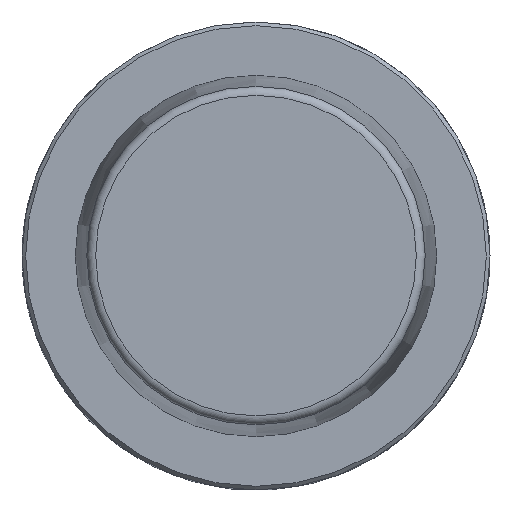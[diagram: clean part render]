
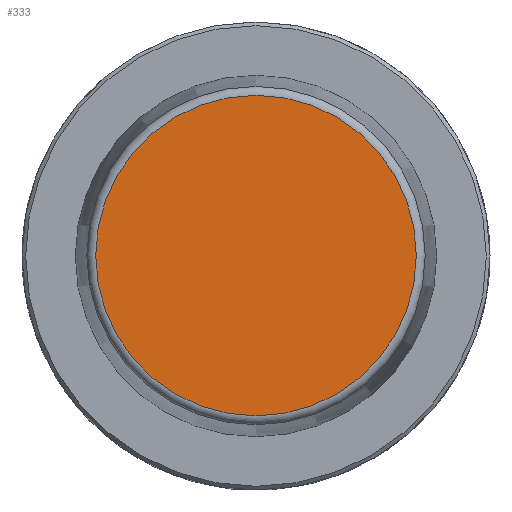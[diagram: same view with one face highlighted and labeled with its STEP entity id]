
A CAD part, top view. The second image highlights one B-rep face of the part: STEP entity #333.
In plain terms, the highlighted planar face has unit normal (0, 0, 1).
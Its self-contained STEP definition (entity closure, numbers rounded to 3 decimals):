
#333=ADVANCED_FACE('',(#426),#362,.T.);
#362=PLANE('',#1536);
#426=FACE_OUTER_BOUND('',#499,.T.);
#499=EDGE_LOOP('',(#878));
#878=ORIENTED_EDGE('',*,*,#1240,.F.);
#1045=VERTEX_POINT('',#2660);
#1240=EDGE_CURVE('',#1045,#1045,#1340,.T.);
#1340=CIRCLE('',#1535,21.576);
#1535=AXIS2_PLACEMENT_3D('',#2659,#1935,#1936);
#1536=AXIS2_PLACEMENT_3D('',#2661,#1937,#1938);
#1935=DIRECTION('',(0.,0.,-1.));
#1936=DIRECTION('',(1.,0.,0.));
#1937=DIRECTION('',(0.,0.,1.));
#1938=DIRECTION('',(-1.,0.,0.));
#2659=CARTESIAN_POINT('',(0.,0.,32.));
#2660=CARTESIAN_POINT('',(21.576,0.,32.));
#2661=CARTESIAN_POINT('',(0.,-21.576,32.));
